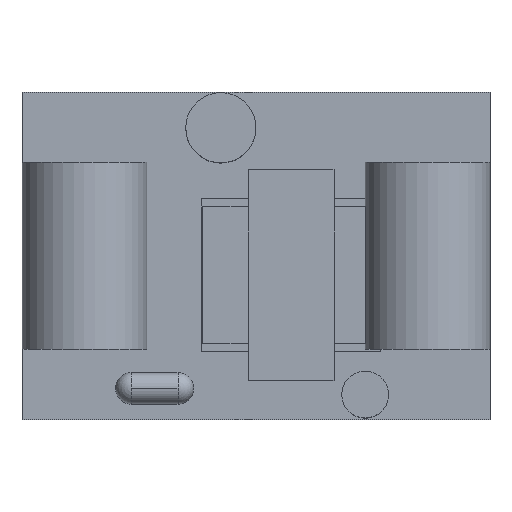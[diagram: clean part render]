
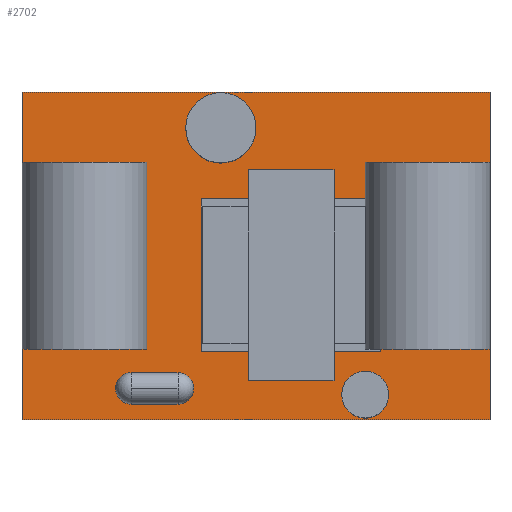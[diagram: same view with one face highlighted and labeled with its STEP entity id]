
A CAD part, top view. The second image highlights one B-rep face of the part: STEP entity #2702.
In plain terms, the highlighted planar face has unit normal (0, 0, 1).
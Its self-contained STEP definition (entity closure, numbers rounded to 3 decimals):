
#2593 = VERTEX_POINT('',#2594);
#2594 = CARTESIAN_POINT('',(-0.4,0.75,1.45));
#2600 = EDGE_CURVE('',#2601,#2593,#2603,.T.);
#2601 = VERTEX_POINT('',#2602);
#2602 = CARTESIAN_POINT('',(29.6,0.75,1.45));
#2603 = LINE('',#2604,#2605);
#2604 = CARTESIAN_POINT('',(29.6,0.75,1.45));
#2605 = VECTOR('',#2606,1.);
#2606 = DIRECTION('',(-1.,0.,0.));
#2631 = VERTEX_POINT('',#2632);
#2632 = CARTESIAN_POINT('',(-0.4,-20.25,1.45));
#2638 = EDGE_CURVE('',#2593,#2631,#2639,.T.);
#2639 = LINE('',#2640,#2641);
#2640 = CARTESIAN_POINT('',(-0.4,-20.25,1.45));
#2641 = VECTOR('',#2642,1.);
#2642 = DIRECTION('',(0.,-1.,0.));
#2662 = VERTEX_POINT('',#2663);
#2663 = CARTESIAN_POINT('',(29.6,-20.25,1.45));
#2669 = EDGE_CURVE('',#2631,#2662,#2670,.T.);
#2670 = LINE('',#2671,#2672);
#2671 = CARTESIAN_POINT('',(29.6,-20.25,1.45));
#2672 = VECTOR('',#2673,1.);
#2673 = DIRECTION('',(1.,0.,0.));
#2691 = EDGE_CURVE('',#2662,#2601,#2692,.T.);
#2692 = LINE('',#2693,#2694);
#2693 = CARTESIAN_POINT('',(29.6,-20.25,1.45));
#2694 = VECTOR('',#2695,1.);
#2695 = DIRECTION('',(0.,1.,0.));
#2702 = ADVANCED_FACE('',(#2703),#2709,.F.);
#2703 = FACE_BOUND('',#2704,.T.);
#2704 = EDGE_LOOP('',(#2705,#2706,#2707,#2708));
#2705 = ORIENTED_EDGE('',*,*,#2600,.T.);
#2706 = ORIENTED_EDGE('',*,*,#2638,.T.);
#2707 = ORIENTED_EDGE('',*,*,#2669,.T.);
#2708 = ORIENTED_EDGE('',*,*,#2691,.T.);
#2709 = PLANE('',#2710);
#2710 = AXIS2_PLACEMENT_3D('',#2711,#2712,#2713);
#2711 = CARTESIAN_POINT('',(14.6,-9.75,1.45));
#2712 = DIRECTION('',(0.,0.,-1.));
#2713 = DIRECTION('',(1.,0.,0.));
